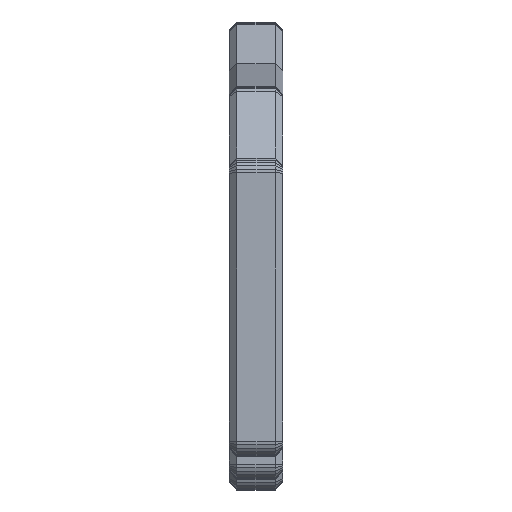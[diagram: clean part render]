
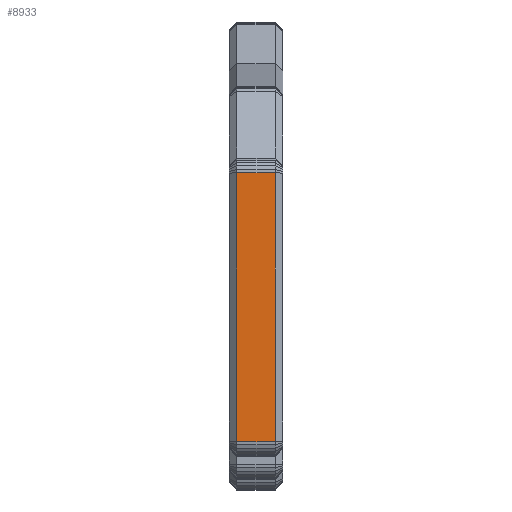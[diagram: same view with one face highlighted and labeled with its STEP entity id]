
A CAD part, left-side view. The second image highlights one B-rep face of the part: STEP entity #8933.
In plain terms, the highlighted planar face has unit normal (-1, 0, 0).
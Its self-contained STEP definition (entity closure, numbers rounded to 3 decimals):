
#600=FACE_OUTER_BOUND('',#1119,.T.);
#1119=EDGE_LOOP('',(#7982,#7983,#7984,#7985));
#1985=LINE('',#13524,#3179);
#2190=LINE('',#13933,#3384);
#2313=LINE('',#14178,#3507);
#2314=LINE('',#14180,#3508);
#3179=VECTOR('',#11047,10.);
#3384=VECTOR('',#11410,10.);
#3507=VECTOR('',#11673,10.);
#3508=VECTOR('',#11676,10.);
#4115=VERTEX_POINT('',#13517);
#4117=VERTEX_POINT('',#13523);
#4240=VERTEX_POINT('',#13925);
#4242=VERTEX_POINT('',#13931);
#5200=EDGE_CURVE('',#4117,#4115,#1985,.T.);
#5405=EDGE_CURVE('',#4242,#4240,#2190,.T.);
#5528=EDGE_CURVE('',#4117,#4240,#2313,.T.);
#5529=EDGE_CURVE('',#4115,#4242,#2314,.T.);
#7982=ORIENTED_EDGE('',*,*,#5200,.F.);
#7983=ORIENTED_EDGE('',*,*,#5528,.T.);
#7984=ORIENTED_EDGE('',*,*,#5405,.F.);
#7985=ORIENTED_EDGE('',*,*,#5529,.F.);
#8462=PLANE('',#9457);
#8933=ADVANCED_FACE('',(#600),#8462,.T.);
#9457=AXIS2_PLACEMENT_3D('',#14179,#11674,#11675);
#11047=DIRECTION('',(0.,0.,-1.));
#11410=DIRECTION('',(0.,0.,1.));
#11673=DIRECTION('',(0.,1.,0.));
#11674=DIRECTION('center_axis',(-1.,0.,0.));
#11675=DIRECTION('ref_axis',(0.,0.,1.));
#11676=DIRECTION('',(0.,1.,0.));
#13517=CARTESIAN_POINT('',(-117.5,1.5,0.423));
#13523=CARTESIAN_POINT('',(-117.5,1.5,56.027));
#13524=CARTESIAN_POINT('',(-117.5,1.5,19.611));
#13925=CARTESIAN_POINT('',(-117.5,9.5,56.027));
#13931=CARTESIAN_POINT('',(-117.5,9.5,0.423));
#13933=CARTESIAN_POINT('',(-117.5,9.5,19.611));
#14178=CARTESIAN_POINT('',(-117.5,0.,56.027));
#14179=CARTESIAN_POINT('Origin',(-117.5,0.,0.423));
#14180=CARTESIAN_POINT('',(-117.5,0.,0.423));
